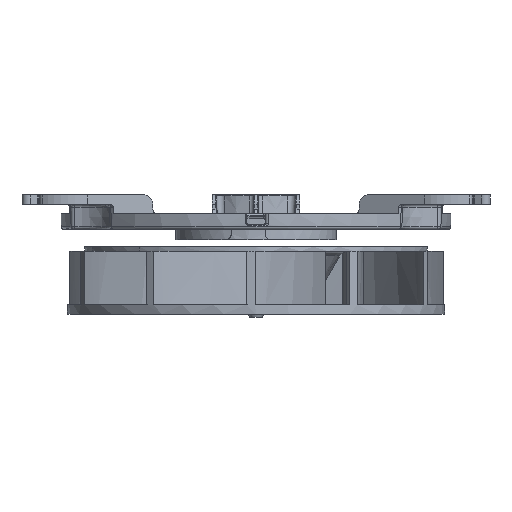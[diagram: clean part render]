
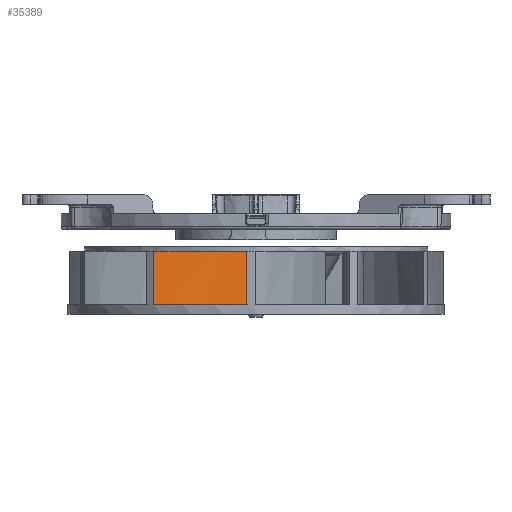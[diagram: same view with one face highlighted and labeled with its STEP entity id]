
A CAD part, front view. The second image highlights one B-rep face of the part: STEP entity #35389.
In plain terms, the highlighted cylindrical face has radius 84.632 mm (diameter 169.265 mm), a partial arc.
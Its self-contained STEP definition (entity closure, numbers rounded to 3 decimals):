
#28838=CARTESIAN_POINT('',(-50.475,21.5,32.438));
#28839=DIRECTION('',(0.,-1.,0.));
#28840=DIRECTION('',(0.267,0.,-0.964));
#28841=AXIS2_PLACEMENT_3D('',#28838,#28839,#28840);
#29039=DIRECTION('',(0.,1.,0.));
#29040=VECTOR('',#29039,17.);
#29041=CARTESIAN_POINT('',(-32.7,1.5,-50.306));
#29042=LINE('',#29041,#29040);
#29099=CARTESIAN_POINT('',(-50.475,18.5,32.438));
#29100=DIRECTION('',(0.,-1.,0.));
#29101=DIRECTION('',(0.21,0.,-0.978));
#29102=AXIS2_PLACEMENT_3D('',#29099,#29100,#29101);
#29119=DIRECTION('',(0.,1.,0.));
#29120=VECTOR('',#29119,20.);
#29121=CARTESIAN_POINT('',(7.751,1.5,-28.981));
#29122=LINE('',#29121,#29120);
#29662=CARTESIAN_POINT('',(-50.475,1.5,32.438));
#29663=DIRECTION('',(0.,1.,0.));
#29664=DIRECTION('',(0.688,0.,-0.726));
#29665=AXIS2_PLACEMENT_3D('',#29662,#29663,#29664);
#29766=CARTESIAN_POINT('',(-50.475,1.5,32.438));
#29767=DIRECTION('',(0.,1.,0.));
#29768=DIRECTION('',(0.299,0.,-0.954));
#29769=AXIS2_PLACEMENT_3D('',#29766,#29767,#29768);
#32292=DIRECTION('',(0.,1.,0.));
#32293=VECTOR('',#32292,3.);
#32294=CARTESIAN_POINT('',(-27.904,18.5,-49.129));
#32295=LINE('',#32294,#32293);
#33638=CARTESIAN_POINT('',(-27.904,21.5,-49.129));
#33639=VERTEX_POINT('',#33638);
#33640=CARTESIAN_POINT('',(7.751,21.5,-28.981));
#33641=VERTEX_POINT('',#33640);
#33746=CARTESIAN_POINT('',(-32.7,1.5,-50.306));
#33747=VERTEX_POINT('',#33746);
#33748=CARTESIAN_POINT('',(-32.7,18.5,-50.306));
#33749=VERTEX_POINT('',#33748);
#33774=CARTESIAN_POINT('',(-27.904,18.5,-49.129));
#33775=VERTEX_POINT('',#33774);
#33776=CARTESIAN_POINT('',(7.751,1.5,-28.981));
#33777=VERTEX_POINT('',#33776);
#33778=CARTESIAN_POINT('',(-25.191,1.5,-48.329));
#33779=VERTEX_POINT('',#33778);
#35371=CARTESIAN_POINT('',(-50.475,1.5,32.438));
#35372=DIRECTION('',(0.,1.,0.));
#35373=DIRECTION('',(0.841,0.,-0.541));
#35374=AXIS2_PLACEMENT_3D('',#35371,#35372,#35373);
#35375=CYLINDRICAL_SURFACE('',#35374,84.633);
#35377=ORIENTED_EDGE('',*,*,#35376,.T.);
#35378=ORIENTED_EDGE('',*,*,#35127,.F.);
#35380=ORIENTED_EDGE('',*,*,#35379,.F.);
#35381=ORIENTED_EDGE('',*,*,#35362,.F.);
#35382=ORIENTED_EDGE('',*,*,#35246,.F.);
#35384=ORIENTED_EDGE('',*,*,#35383,.F.);
#35386=ORIENTED_EDGE('',*,*,#35385,.F.);
#35387=EDGE_LOOP('',(#35377,#35378,#35380,#35381,#35382,#35384,#35386));
#35388=FACE_OUTER_BOUND('',#35387,.F.);
#28842=CIRCLE('',#28841,84.633);
#29103=CIRCLE('',#29102,84.633);
#29666=CIRCLE('',#29665,84.633);
#29770=CIRCLE('',#29769,84.633);
#35127=EDGE_CURVE('',#33639,#33641,#28842,.T.);
#35246=EDGE_CURVE('',#33747,#33749,#29042,.T.);
#35362=EDGE_CURVE('',#33749,#33775,#29103,.T.);
#35376=EDGE_CURVE('',#33777,#33641,#29122,.T.);
#35379=EDGE_CURVE('',#33775,#33639,#32295,.T.);
#35383=EDGE_CURVE('',#33779,#33747,#29770,.T.);
#35385=EDGE_CURVE('',#33777,#33779,#29666,.T.);
#35389=ADVANCED_FACE('',(#35388),#35375,.T.);
